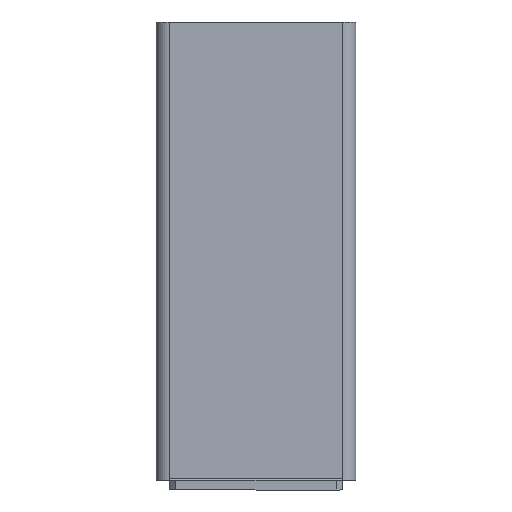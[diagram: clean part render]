
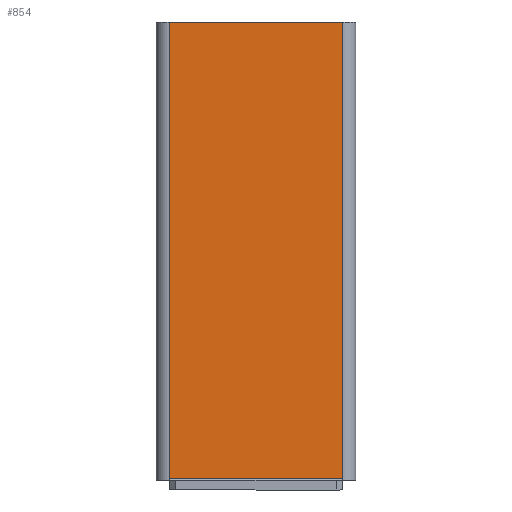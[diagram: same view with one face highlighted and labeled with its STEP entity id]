
A CAD part, front view. The second image highlights one B-rep face of the part: STEP entity #854.
In plain terms, the highlighted planar face has unit normal (0, -1, 0).
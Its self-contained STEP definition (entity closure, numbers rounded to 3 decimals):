
#52 = VERTEX_POINT ( 'NONE', #1212 ) ;
#171 = DIRECTION ( 'NONE',  ( -1., 0., 0. ) ) ;
#194 = CARTESIAN_POINT ( 'NONE',  ( 26.5, -3., -69.5 ) ) ;
#202 = VECTOR ( 'NONE', #836, 1000. ) ;
#231 = ORIENTED_EDGE ( 'NONE', *, *, #262, .F. ) ;
#262 = EDGE_CURVE ( 'NONE', #646, #948, #2018, .T. ) ;
#275 = CARTESIAN_POINT ( 'NONE',  ( 26.5, -3., -70. ) ) ;
#345 = VECTOR ( 'NONE', #2089, 1000. ) ;
#477 = CARTESIAN_POINT ( 'NONE',  ( 26.5, -3., 70. ) ) ;
#544 = DIRECTION ( 'NONE',  ( 0., 0., 1. ) ) ;
#546 = DIRECTION ( 'NONE',  ( 0., 1., 0. ) ) ;
#550 = PLANE ( 'NONE',  #1471 ) ;
#552 = FACE_OUTER_BOUND ( 'NONE', #1844, .T. ) ;
#555 = CARTESIAN_POINT ( 'NONE',  ( 27.5, -3., 70. ) ) ;
#646 = VERTEX_POINT ( 'NONE', #690 ) ;
#690 = CARTESIAN_POINT ( 'NONE',  ( -26.5, -3., 70. ) ) ;
#760 = LINE ( 'NONE', #2093, #345 ) ;
#836 = DIRECTION ( 'NONE',  ( 0., 0., 1. ) ) ;
#854 = ADVANCED_FACE ( 'NONE', ( #552 ), #550, .F. ) ;
#948 = VERTEX_POINT ( 'NONE', #477 ) ;
#1047 = DIRECTION ( 'NONE',  ( 1., 0., 0. ) ) ;
#1049 = CARTESIAN_POINT ( 'NONE',  ( -27.5, -3., 70. ) ) ;
#1090 = LINE ( 'NONE', #275, #202 ) ;
#1201 = VECTOR ( 'NONE', #1047, 1000. ) ;
#1212 = CARTESIAN_POINT ( 'NONE',  ( -26.5, -3., -69.5 ) ) ;
#1234 = ORIENTED_EDGE ( 'NONE', *, *, #1254, .F. ) ;
#1252 = LINE ( 'NONE', #194, #1403 ) ;
#1254 = EDGE_CURVE ( 'NONE', #1831, #52, #1252, .T. ) ;
#1287 = ORIENTED_EDGE ( 'NONE', *, *, #1979, .T. ) ;
#1403 = VECTOR ( 'NONE', #171, 1000. ) ;
#1471 = AXIS2_PLACEMENT_3D ( 'NONE', #555, #546, #544 ) ;
#1481 = ORIENTED_EDGE ( 'NONE', *, *, #2004, .T. ) ;
#1831 = VERTEX_POINT ( 'NONE', #1857 ) ;
#1844 = EDGE_LOOP ( 'NONE', ( #1234, #1481, #231, #1287 ) ) ;
#1857 = CARTESIAN_POINT ( 'NONE',  ( 26.5, -3., -69.5 ) ) ;
#1979 = EDGE_CURVE ( 'NONE', #646, #52, #760, .T. ) ;
#2004 = EDGE_CURVE ( 'NONE', #1831, #948, #1090, .T. ) ;
#2018 = LINE ( 'NONE', #1049, #1201 ) ;
#2089 = DIRECTION ( 'NONE',  ( 0., 0., -1. ) ) ;
#2093 = CARTESIAN_POINT ( 'NONE',  ( -26.5, -3., 70. ) ) ;
